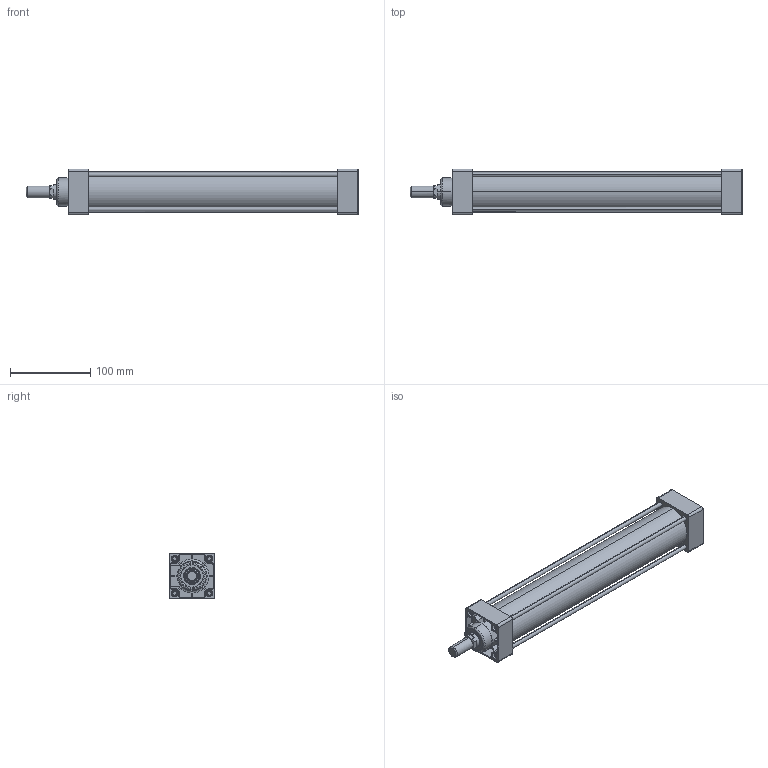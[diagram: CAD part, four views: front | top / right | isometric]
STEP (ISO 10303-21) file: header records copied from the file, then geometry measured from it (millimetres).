
FILE_DESCRIPTION(('FreeCAD Model'),'2;1');
FILE_NAME('Open CASCADE Shape Model','2025-05-08T00:18:35',('FreeCAD'),( 'FreeCAD'),'Open CASCADE STEP processor 7.6','FreeCAD','Unknown');
FILE_SCHEMA(('AUTOMOTIVE_DESIGN { 1 0 10303 214 1 1 1 1 }'));
Products named in the file (1): Open CASCADE STEP translator 7.6 1
Bounding box: 412.9 x 56.89 x 56.89 mm (x, y, z)
Volume: 373091.6 mm3; surface area: 244438.3 mm2
Topology: 28 solids, 28 shells, 1119 faces, 2512 edges, 1459 vertices
Faces by surface type: bspline 1119
Entity records: 33532 total; most frequent: CARTESIAN_POINT 19640, ORIENTED_EDGE 4930, EDGE_CURVE 2465, VERTEX_POINT 1459, FACE_BOUND 1240, EDGE_LOOP 1240, ADVANCED_FACE 1119, B_SPLINE_CURVE_WITH_KNOTS 1092
